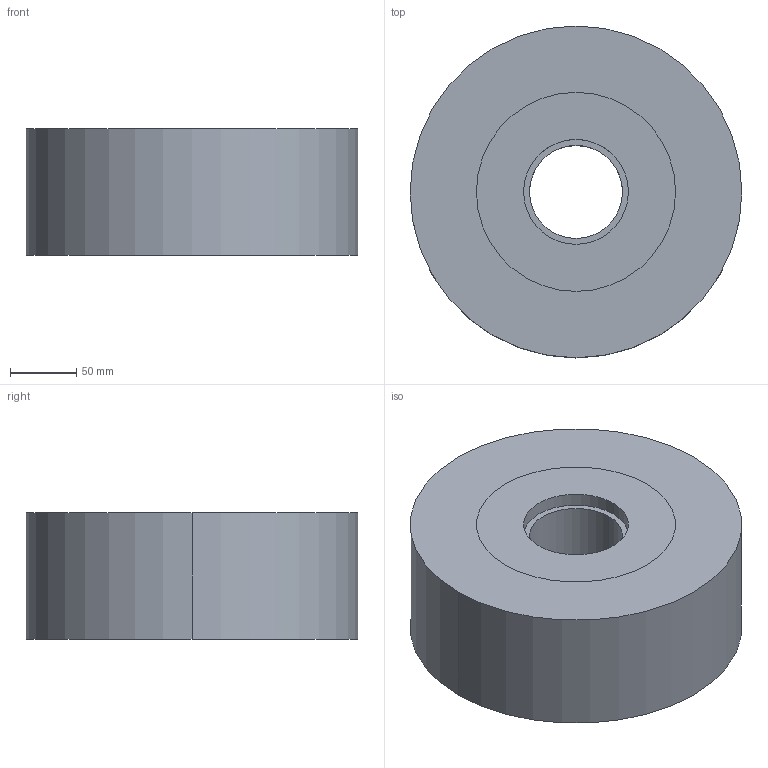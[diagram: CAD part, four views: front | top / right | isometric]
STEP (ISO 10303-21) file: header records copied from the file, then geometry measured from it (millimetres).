
FILE_DESCRIPTION (( 'STEP AP203' ), '1' );
FILE_NAME ('3991-15-10_REV_.step', '2026-01-28T00:17:52', ( '' ), ( '' ), 'SwSTEP 2.0', 'SolidWorks 2025', '' );
FILE_SCHEMA (( 'CONFIG_CONTROL_DESIGN' ));
Length unit declared in the file: millimetre
Products named in the file (1): 3991-15-10_REV_
Bounding box: 250 x 250 x 95 mm (x, y, z)
Volume: 4231137.8 mm3; surface area: 280933.5 mm2
Topology: 2 solids, 2 shells, 25 faces, 50 edges, 32 vertices
Faces by surface type: cylinder 14, plane 7, cone 4
Entity records: 747 total; most frequent: DIRECTION 134, CARTESIAN_POINT 108, ORIENTED_EDGE 100, AXIS2_PLACEMENT_3D 58, EDGE_CURVE 50, CIRCLE 32, EDGE_LOOP 32, VERTEX_POINT 32
